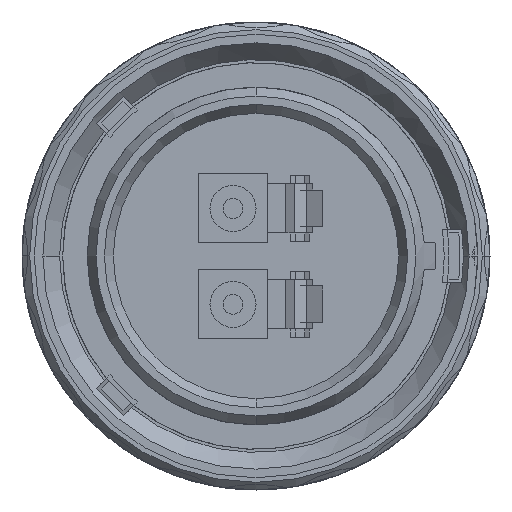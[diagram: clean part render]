
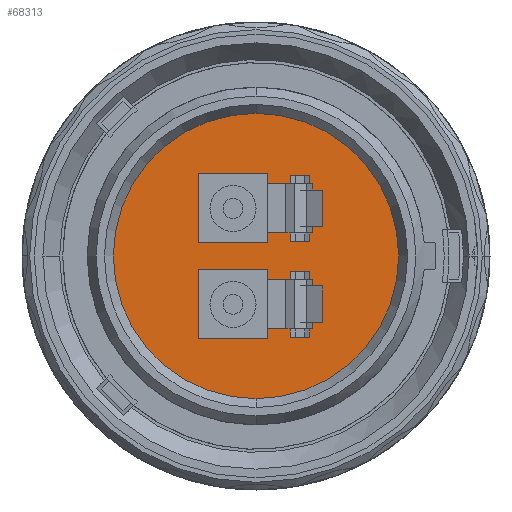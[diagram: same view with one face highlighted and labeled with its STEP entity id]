
A CAD part, front view. The second image highlights one B-rep face of the part: STEP entity #68313.
In plain terms, the highlighted planar face has unit normal (0, -1, 0).
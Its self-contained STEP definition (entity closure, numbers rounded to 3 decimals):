
#15423=CARTESIAN_POINT('',(0.,-155.714,0.));
#15424=DIRECTION('',(0.,1.,0.));
#15425=DIRECTION('',(1.,0.,0.));
#15426=AXIS2_PLACEMENT_3D('',#15423,#15424,#15425);
#15428=CARTESIAN_POINT('',(0.,-155.714,0.));
#15429=DIRECTION('',(0.,1.,0.));
#15430=DIRECTION('',(-1.,0.,0.));
#15431=AXIS2_PLACEMENT_3D('',#15428,#15429,#15430);
#15433=DIRECTION('',(-1.,0.,0.));
#15434=VECTOR('',#15433,4.5);
#15435=CARTESIAN_POINT('',(0.75,-155.714,5.35));
#15436=LINE('',#15435,#15434);
#15437=DIRECTION('',(0.,0.,-1.));
#15438=VECTOR('',#15437,4.5);
#15439=CARTESIAN_POINT('',(-3.75,-155.714,5.35));
#15440=LINE('',#15439,#15438);
#15441=DIRECTION('',(1.,0.,0.));
#15442=VECTOR('',#15441,4.5);
#15443=CARTESIAN_POINT('',(-3.75,-155.714,0.85));
#15444=LINE('',#15443,#15442);
#15445=DIRECTION('',(0.,0.,1.));
#15446=VECTOR('',#15445,4.5);
#15447=CARTESIAN_POINT('',(0.75,-155.714,0.85));
#15448=LINE('',#15447,#15446);
#15449=DIRECTION('',(0.,0.,1.));
#15450=VECTOR('',#15449,2.4);
#15451=CARTESIAN_POINT('',(4.336,-155.714,1.9));
#15452=LINE('',#15451,#15450);
#15453=DIRECTION('',(-1.,0.,0.));
#15454=VECTOR('',#15453,1.499);
#15455=CARTESIAN_POINT('',(4.336,-155.714,4.3));
#15456=LINE('',#15455,#15454);
#15457=DIRECTION('',(-1.,0.,0.));
#15458=VECTOR('',#15457,4.5);
#15459=CARTESIAN_POINT('',(0.75,-155.714,-0.9));
#15460=LINE('',#15459,#15458);
#15461=DIRECTION('',(0.,0.,-1.));
#15462=VECTOR('',#15461,4.5);
#15463=CARTESIAN_POINT('',(-3.75,-155.714,-0.9));
#15464=LINE('',#15463,#15462);
#15465=DIRECTION('',(1.,0.,0.));
#15466=VECTOR('',#15465,4.5);
#15467=CARTESIAN_POINT('',(-3.75,-155.714,-5.4));
#15468=LINE('',#15467,#15466);
#15469=DIRECTION('',(0.,0.,1.));
#15470=VECTOR('',#15469,4.5);
#15471=CARTESIAN_POINT('',(0.75,-155.714,-5.4));
#15472=LINE('',#15471,#15470);
#15473=DIRECTION('',(0.,0.,1.));
#15474=VECTOR('',#15473,2.4);
#15475=CARTESIAN_POINT('',(4.336,-155.714,-4.35));
#15476=LINE('',#15475,#15474);
#15477=DIRECTION('',(-1.,0.,0.));
#15478=VECTOR('',#15477,1.499);
#15479=CARTESIAN_POINT('',(4.336,-155.714,-1.95));
#15480=LINE('',#15479,#15478);
#15695=DIRECTION('',(-1.,0.,0.));
#15696=VECTOR('',#15695,1.499);
#15697=CARTESIAN_POINT('',(4.336,-155.714,1.9));
#15698=LINE('',#15697,#15696);
#15715=DIRECTION('',(0.,0.,1.));
#15716=VECTOR('',#15715,2.4);
#15717=CARTESIAN_POINT('',(2.837,-155.714,1.9));
#15718=LINE('',#15717,#15716);
#16051=DIRECTION('',(-1.,0.,0.));
#16052=VECTOR('',#16051,1.499);
#16053=CARTESIAN_POINT('',(4.336,-155.714,-4.35));
#16054=LINE('',#16053,#16052);
#16071=DIRECTION('',(0.,0.,1.));
#16072=VECTOR('',#16071,2.4);
#16073=CARTESIAN_POINT('',(2.837,-155.714,-4.35));
#16074=LINE('',#16073,#16072);
#47674=CARTESIAN_POINT('',(9.3,-155.714,0.));
#47675=CARTESIAN_POINT('',(-9.3,-155.714,0.));
#47676=VERTEX_POINT('',#47674);
#47677=VERTEX_POINT('',#47675);
#47680=CARTESIAN_POINT('',(0.75,-155.714,5.35));
#47681=CARTESIAN_POINT('',(-3.75,-155.714,5.35));
#47682=VERTEX_POINT('',#47680);
#47683=VERTEX_POINT('',#47681);
#47684=CARTESIAN_POINT('',(-3.75,-155.714,0.85));
#47685=VERTEX_POINT('',#47684);
#47686=CARTESIAN_POINT('',(0.75,-155.714,0.85));
#47687=VERTEX_POINT('',#47686);
#47688=CARTESIAN_POINT('',(4.336,-155.714,1.9));
#47689=CARTESIAN_POINT('',(4.336,-155.714,4.3));
#47690=VERTEX_POINT('',#47688);
#47691=VERTEX_POINT('',#47689);
#47692=CARTESIAN_POINT('',(2.837,-155.714,4.3));
#47693=VERTEX_POINT('',#47692);
#47694=CARTESIAN_POINT('',(2.837,-155.714,1.9));
#47695=VERTEX_POINT('',#47694);
#47696=CARTESIAN_POINT('',(0.75,-155.714,-0.9));
#47697=CARTESIAN_POINT('',(-3.75,-155.714,-0.9));
#47698=VERTEX_POINT('',#47696);
#47699=VERTEX_POINT('',#47697);
#47700=CARTESIAN_POINT('',(-3.75,-155.714,-5.4));
#47701=VERTEX_POINT('',#47700);
#47702=CARTESIAN_POINT('',(0.75,-155.714,-5.4));
#47703=VERTEX_POINT('',#47702);
#47704=CARTESIAN_POINT('',(4.336,-155.714,-4.35));
#47705=CARTESIAN_POINT('',(4.336,-155.714,-1.95));
#47706=VERTEX_POINT('',#47704);
#47707=VERTEX_POINT('',#47705);
#47708=CARTESIAN_POINT('',(2.837,-155.714,-1.95));
#47709=VERTEX_POINT('',#47708);
#47710=CARTESIAN_POINT('',(2.837,-155.714,-4.35));
#47711=VERTEX_POINT('',#47710);
#68263=CARTESIAN_POINT('',(0.,-155.714,0.));
#68264=DIRECTION('',(0.,1.,0.));
#68265=DIRECTION('',(1.,0.,0.));
#68266=AXIS2_PLACEMENT_3D('',#68263,#68264,#68265);
#68267=PLANE('',#68266);
#68268=ORIENTED_EDGE('',*,*,#68251,.T.);
#68270=ORIENTED_EDGE('',*,*,#68269,.T.);
#68271=EDGE_LOOP('',(#68268,#68270));
#68272=FACE_OUTER_BOUND('',#68271,.F.);
#68274=ORIENTED_EDGE('',*,*,#68273,.T.);
#68276=ORIENTED_EDGE('',*,*,#68275,.T.);
#68278=ORIENTED_EDGE('',*,*,#68277,.T.);
#68280=ORIENTED_EDGE('',*,*,#68279,.T.);
#68281=EDGE_LOOP('',(#68274,#68276,#68278,#68280));
#68282=FACE_BOUND('',#68281,.F.);
#68284=ORIENTED_EDGE('',*,*,#68283,.T.);
#68286=ORIENTED_EDGE('',*,*,#68285,.T.);
#68288=ORIENTED_EDGE('',*,*,#68287,.F.);
#68290=ORIENTED_EDGE('',*,*,#68289,.F.);
#68291=EDGE_LOOP('',(#68284,#68286,#68288,#68290));
#68292=FACE_BOUND('',#68291,.F.);
#68294=ORIENTED_EDGE('',*,*,#68293,.T.);
#68296=ORIENTED_EDGE('',*,*,#68295,.T.);
#68298=ORIENTED_EDGE('',*,*,#68297,.T.);
#68300=ORIENTED_EDGE('',*,*,#68299,.T.);
#68301=EDGE_LOOP('',(#68294,#68296,#68298,#68300));
#68302=FACE_BOUND('',#68301,.F.);
#68304=ORIENTED_EDGE('',*,*,#68303,.T.);
#68306=ORIENTED_EDGE('',*,*,#68305,.T.);
#68308=ORIENTED_EDGE('',*,*,#68307,.F.);
#68310=ORIENTED_EDGE('',*,*,#68309,.F.);
#68311=EDGE_LOOP('',(#68304,#68306,#68308,#68310));
#68312=FACE_BOUND('',#68311,.F.);
#68313=ADVANCED_FACE('',(#68272,#68282,#68292,#68302,#68312),#68267,.F.);
#15427=CIRCLE('',#15426,9.3);
#15432=CIRCLE('',#15431,9.3);
#68251=EDGE_CURVE('',#47676,#47677,#15427,.T.);
#68269=EDGE_CURVE('',#47677,#47676,#15432,.T.);
#68273=EDGE_CURVE('',#47682,#47683,#15436,.T.);
#68275=EDGE_CURVE('',#47683,#47685,#15440,.T.);
#68277=EDGE_CURVE('',#47685,#47687,#15444,.T.);
#68279=EDGE_CURVE('',#47687,#47682,#15448,.T.);
#68283=EDGE_CURVE('',#47690,#47691,#15452,.T.);
#68285=EDGE_CURVE('',#47691,#47693,#15456,.T.);
#68287=EDGE_CURVE('',#47695,#47693,#15718,.T.);
#68289=EDGE_CURVE('',#47690,#47695,#15698,.T.);
#68293=EDGE_CURVE('',#47698,#47699,#15460,.T.);
#68295=EDGE_CURVE('',#47699,#47701,#15464,.T.);
#68297=EDGE_CURVE('',#47701,#47703,#15468,.T.);
#68299=EDGE_CURVE('',#47703,#47698,#15472,.T.);
#68303=EDGE_CURVE('',#47706,#47707,#15476,.T.);
#68305=EDGE_CURVE('',#47707,#47709,#15480,.T.);
#68307=EDGE_CURVE('',#47711,#47709,#16074,.T.);
#68309=EDGE_CURVE('',#47706,#47711,#16054,.T.);
